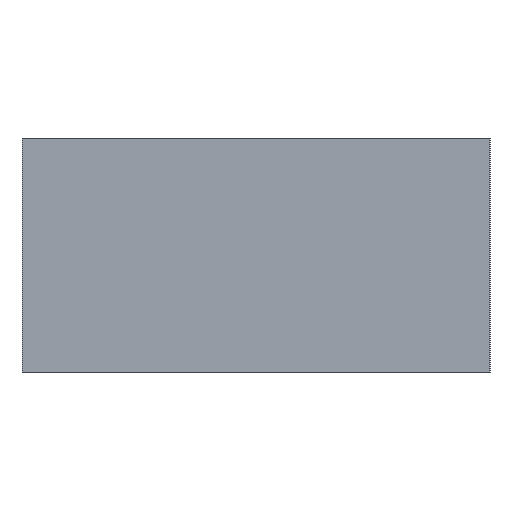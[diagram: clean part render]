
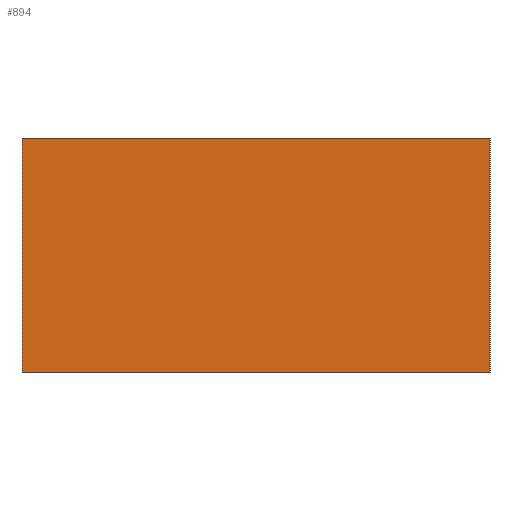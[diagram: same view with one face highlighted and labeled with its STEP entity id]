
A CAD part, left-side view. The second image highlights one B-rep face of the part: STEP entity #894.
In plain terms, the highlighted planar face has unit normal (-1, 0, 0).
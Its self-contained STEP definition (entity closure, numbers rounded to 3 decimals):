
#23 = VECTOR ( 'NONE', #1860, 1000. ) ;
#64 = ORIENTED_EDGE ( 'NONE', *, *, #1669, .T. ) ;
#188 = CARTESIAN_POINT ( 'NONE',  ( 0., 0., -1500. ) ) ;
#251 = CARTESIAN_POINT ( 'NONE',  ( 0., -3000., 0. ) ) ;
#270 = EDGE_CURVE ( 'NONE', #2151, #837, #1195, .T. ) ;
#292 = VECTOR ( 'NONE', #376, 1000. ) ;
#349 = CARTESIAN_POINT ( 'NONE',  ( 0., 0., 0. ) ) ;
#376 = DIRECTION ( 'NONE',  ( 0., 0., -1. ) ) ;
#446 = CARTESIAN_POINT ( 'NONE',  ( 0., 0., -1500. ) ) ;
#535 = FACE_OUTER_BOUND ( 'NONE', #2378, .T. ) ;
#755 = LINE ( 'NONE', #2133, #292 ) ;
#775 = ORIENTED_EDGE ( 'NONE', *, *, #270, .T. ) ;
#837 = VERTEX_POINT ( 'NONE', #349 ) ;
#894 = ADVANCED_FACE ( 'NONE', ( #535 ), #2538, .F. ) ;
#1001 = DIRECTION ( 'NONE',  ( 0., 1., 0. ) ) ;
#1026 = VECTOR ( 'NONE', #1001, 1000. ) ;
#1124 = ORIENTED_EDGE ( 'NONE', *, *, #1821, .T. ) ;
#1182 = DIRECTION ( 'NONE',  ( 0., 1., 0. ) ) ;
#1195 = LINE ( 'NONE', #251, #1026 ) ;
#1215 = CARTESIAN_POINT ( 'NONE',  ( 0., -3000., 1500. ) ) ;
#1256 = DIRECTION ( 'NONE',  ( 0., -1., 0. ) ) ;
#1563 = CARTESIAN_POINT ( 'NONE',  ( 0., 0., 1500. ) ) ;
#1603 = LINE ( 'NONE', #1215, #23 ) ;
#1669 = EDGE_CURVE ( 'NONE', #837, #2493, #755, .T. ) ;
#1821 = EDGE_CURVE ( 'NONE', #2493, #2317, #2033, .T. ) ;
#1860 = DIRECTION ( 'NONE',  ( 0., 0., -1. ) ) ;
#2033 = LINE ( 'NONE', #446, #2530 ) ;
#2053 = AXIS2_PLACEMENT_3D ( 'NONE', #1563, #2346, #1182 ) ;
#2133 = CARTESIAN_POINT ( 'NONE',  ( 0., 0., 1500. ) ) ;
#2151 = VERTEX_POINT ( 'NONE', #2321 ) ;
#2175 = CARTESIAN_POINT ( 'NONE',  ( 0., -3000., -1500. ) ) ;
#2239 = EDGE_CURVE ( 'NONE', #2151, #2317, #1603, .T. ) ;
#2317 = VERTEX_POINT ( 'NONE', #2175 ) ;
#2321 = CARTESIAN_POINT ( 'NONE',  ( 0., -3000., 0. ) ) ;
#2346 = DIRECTION ( 'NONE',  ( 1., 0., 0. ) ) ;
#2378 = EDGE_LOOP ( 'NONE', ( #2379, #775, #64, #1124 ) ) ;
#2379 = ORIENTED_EDGE ( 'NONE', *, *, #2239, .F. ) ;
#2493 = VERTEX_POINT ( 'NONE', #188 ) ;
#2530 = VECTOR ( 'NONE', #1256, 1000. ) ;
#2538 = PLANE ( 'NONE',  #2053 ) ;
